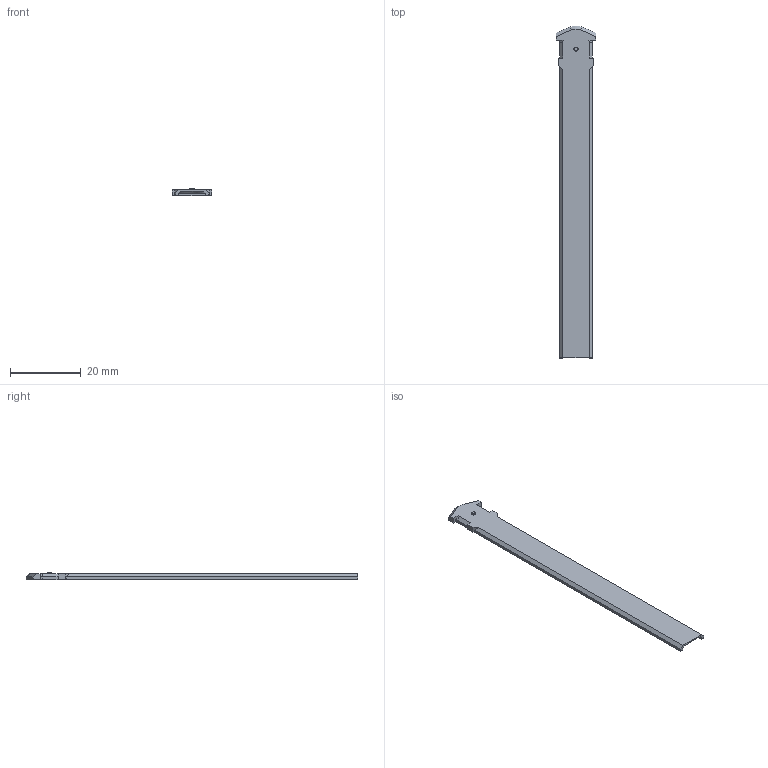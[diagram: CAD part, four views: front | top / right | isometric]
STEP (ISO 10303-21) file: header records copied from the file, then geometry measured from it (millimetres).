
FILE_DESCRIPTION(/* description */ (''),/* implementation_level */ '2;1');
FILE_NAME(/* name */ 'tt-2nd-phalange-sensor-hook.step',/* time_stamp */ '2024-02-03T23:29:55+01:00',/* author */ (''),/* organization */ (''),/* preprocessor_version */ 'ST-DEVELOPER v20',/* originating_system */ 'Autodesk Translation Framework v12.20.1.177',/* authorisation */ '');
FILE_SCHEMA (('AUTOMOTIVE_DESIGN { 1 0 10303 214 3 1 1 }'));
Length unit declared in the file: millimetre
Products named in the file (1): 2nd Phalange Sensor Hook
Bounding box: 11.2 x 93.93 x 2 mm (x, y, z)
Volume: 796.1 mm3; surface area: 3167.1 mm2
Topology: 1 solids, 1 shells, 43 faces, 113 edges, 73 vertices
Faces by surface type: plane 33, cone 5, cylinder 5
Full cylindrical faces by diameter (mm): 1.15 x1
Entity records: 1337 total; most frequent: CARTESIAN_POINT 234, ORIENTED_EDGE 226, DIRECTION 214, EDGE_CURVE 113, LINE 96, VECTOR 96, VERTEX_POINT 73, AXIS2_PLACEMENT_3D 59
